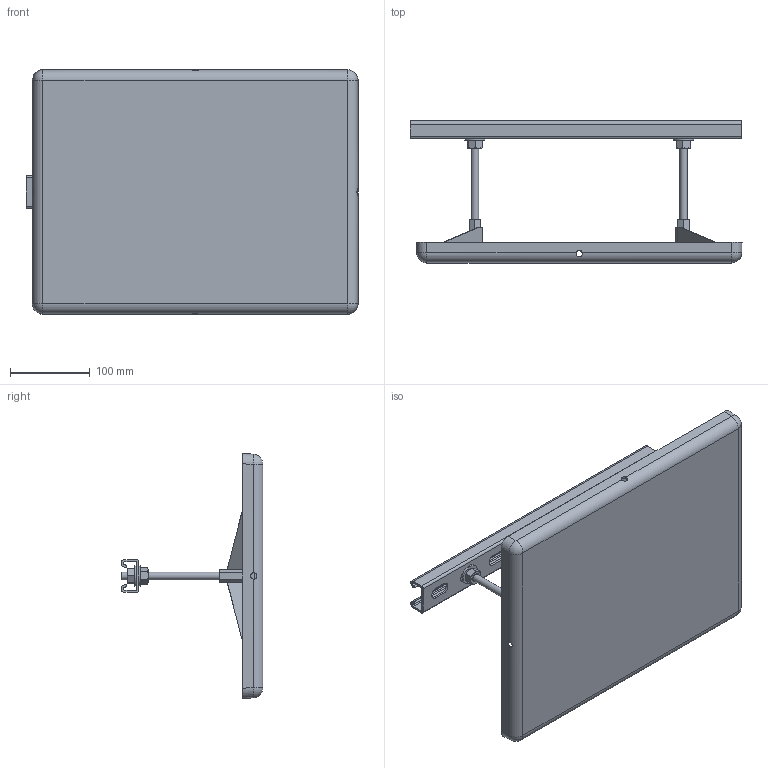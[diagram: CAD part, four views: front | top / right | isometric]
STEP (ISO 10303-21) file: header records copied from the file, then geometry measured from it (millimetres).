
FILE_DESCRIPTION((''),'2;1');
FILE_NAME('16-BS-7 HDG-SS.stp','2012-11-21T10:08:32',('rdavis'),(''),'Autodesk Inventor 2013','Autodesk Inventor 2013','');
FILE_SCHEMA(('AUTOMOTIVE_DESIGN { 1 0 10303 214 1 1 1 1 }'));
Length unit declared in the file: inch
Products named in the file (10): 16-BS-7 HDG; P-3300 strut 16 inch; Hex Nut_AI_HNUT 0; Angle Mount - 6-RAH HDG; Flat Washer Type A Wide_AI_FW 0; Pan HDG 12x16; Hex Nut Assem HDG; hex bolt_ai 1 inch long_HBOLT 0.3750-16x1.5x1.5-N HDG; Long Hex Nut_HNUT 0.3750-24-D-N HDG; Threaded Rod 0
Assembly tree (18 placements, depth 3):
  16-BS-7 HDG
    P-3300 strut 16 inch
    Hex Nut_AI_HNUT 0  x4
    Angle Mount - 6-RAH HDG  x2
    Flat Washer Type A Wide_AI_FW 0  x4
    Pan HDG 12x16
    Hex Nut Assem HDG  x2
      hex bolt_ai 1 inch long_HBOLT 0.3750-16x1.5x1.5-N HDG
      Long Hex Nut_HNUT 0.3750-24-D-N HDG
    Threaded Rod 0  x2
Bounding box: 416.24 x 177.8 x 306.57 mm (x, y, z)
Volume: 473356.2 mm3; surface area: 459144.9 mm2
Topology: 18 solids, 18 shells, 336 faces, 775 edges, 470 vertices
Faces by surface type: plane 155, cone 98, cylinder 75, sphere 8
Full cylindrical faces by diameter (mm): 8.001 x4, 8.433 x2, 9.347 x4, 9.525 x4, 9.652 x1, 11.113 x4, 11.125 x4, 25.4 x4
Entity records: 6123 total; most frequent: CARTESIAN_POINT 1273, DIRECTION 933, ORIENTED_EDGE 886, EDGE_CURVE 443, AXIS2_PLACEMENT_3D 360, VERTEX_POINT 284, EDGE_LOOP 229, VECTOR 213
